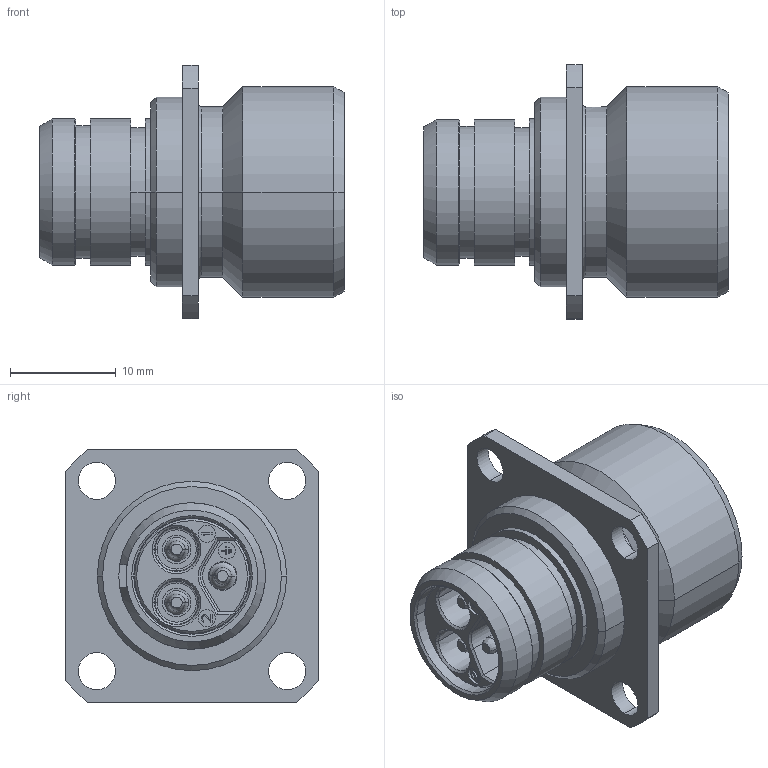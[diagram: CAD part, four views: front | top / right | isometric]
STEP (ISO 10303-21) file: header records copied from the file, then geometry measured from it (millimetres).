
FILE_DESCRIPTION((''),'2;1');
FILE_NAME('1331ER193MZ','2024-07-17T13:39:42',('paultorloting'),('NET AG system integration'),'CREO PARAMETRIC BY PTC INC, 2021404','CREO PARAMETRIC BY PTC INC, 2021404','');
FILE_SCHEMA(('AUTOMOTIVE_DESIGN { 1 0 10303 214 1 1 1 1 }'));
Length unit declared in the file: millimetre
Products named in the file (1): 1331ER193MZ
Bounding box: 28.8 x 24 x 24 mm (x, y, z)
Volume: 4744.2 mm3; surface area: 6184.8 mm2
Topology: 1 solids, 1 shells, 570 faces, 1492 edges, 959 vertices
Faces by surface type: plane 286, cylinder 160, cone 72, torus 40, bspline 12
Entity records: 24025 total; most frequent: CARTESIAN_POINT 7373, ORIENTED_EDGE 2972, DIRECTION 2928, EDGE_CURVE 1486, AXIS2_PLACEMENT_3D 1046, VERTEX_POINT 959, VECTOR 833, LINE 833
